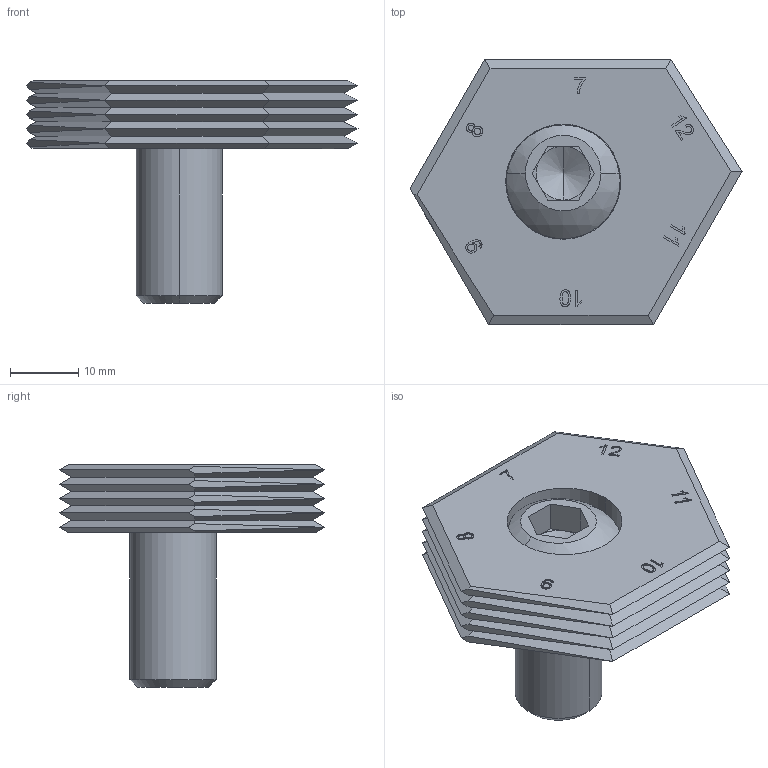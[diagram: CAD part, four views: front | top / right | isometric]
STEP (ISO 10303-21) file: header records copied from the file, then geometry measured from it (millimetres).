
FILE_DESCRIPTION (( 'STEP AP203' ), '1' );
FILE_NAME ('MiteeBite-95125.step', '2015-05-23T14:08:12', ( 'Windows User' ), ( '' ), 'SwSTEP 2.0', 'SolidWorks 2015', '' );
FILE_SCHEMA (( 'CONFIG_CONTROL_DESIGN' ));
Length unit declared in the file: inch
Products named in the file (3): MiteeBite-95125; MiteeBite-95125_190125; MiteeBite-95125_10373
Assembly tree (2 placements, depth 2):
  MiteeBite-95125
    MiteeBite-95125_190125
    MiteeBite-95125_10373
Bounding box: 48.79 x 39 x 32.77 mm (x, y, z)
Volume: 15467.3 mm3; surface area: 7190.4 mm2
Topology: 2 solids, 2 shells, 199 faces, 476 edges, 295 vertices
Faces by surface type: plane 126, bspline 59, cylinder 8, cone 4, sphere 2
Entity records: 9275 total; most frequent: CARTESIAN_POINT 4784, ORIENTED_EDGE 948, DIRECTION 668, EDGE_CURVE 474, VECTOR 326, LINE 326, VERTEX_POINT 295, EDGE_LOOP 217
